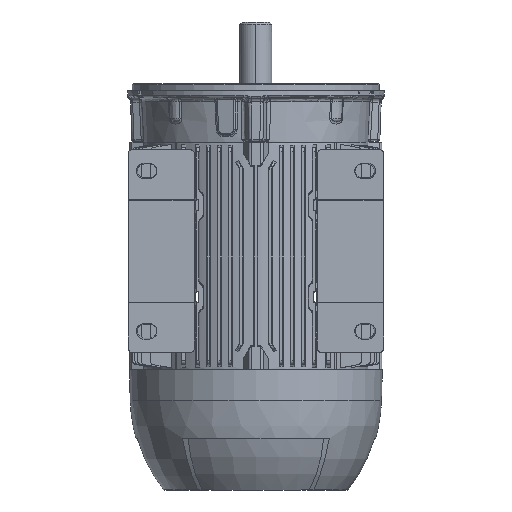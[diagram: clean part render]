
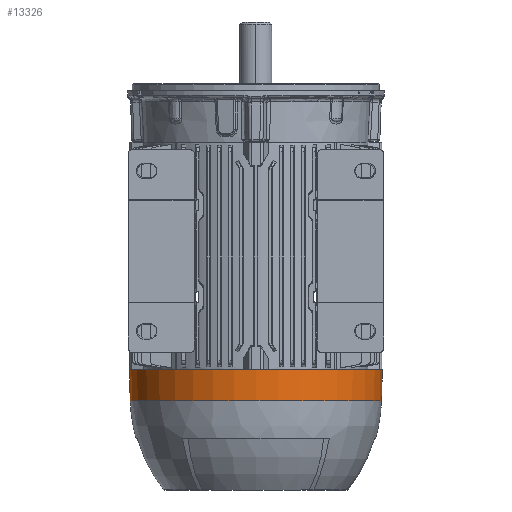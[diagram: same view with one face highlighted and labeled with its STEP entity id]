
A CAD part, front view. The second image highlights one B-rep face of the part: STEP entity #13326.
In plain terms, the highlighted conical face has half-angle 1.5 degrees and reference radius 110.35 mm.
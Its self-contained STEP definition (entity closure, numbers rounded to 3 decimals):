
#488 = CARTESIAN_POINT ( 'NONE',  ( -110.35, 0., -168.5 ) ) ;
#666 = AXIS2_PLACEMENT_3D ( 'NONE', #29655, #70529, #59275 ) ;
#1237 = LINE ( 'NONE', #488, #51230 ) ;
#1463 = VERTEX_POINT ( 'NONE', #62576 ) ;
#2200 = ORIENTED_EDGE ( 'NONE', *, *, #52539, .T. ) ;
#4128 = CARTESIAN_POINT ( 'NONE',  ( 109.669, 0., -194.5 ) ) ;
#9067 = CARTESIAN_POINT ( 'NONE',  ( 110.35, 0., -168.5 ) ) ;
#9973 = DIRECTION ( 'NONE',  ( 0., 0., 1. ) ) ;
#13326 = ADVANCED_FACE ( 'NONE', ( #65565 ), #42369, .T. ) ;
#17241 = EDGE_LOOP ( 'NONE', ( #71355, #41706, #2200, #66972 ) ) ;
#18271 = VERTEX_POINT ( 'NONE', #74203 ) ;
#18599 = EDGE_CURVE ( 'NONE', #1463, #68377, #21205, .T. ) ;
#21099 = CIRCLE ( 'NONE', #666, 110.376 ) ;
#21205 = CIRCLE ( 'NONE', #52317, 109.669 ) ;
#21344 = VERTEX_POINT ( 'NONE', #64795 ) ;
#24152 = DIRECTION ( 'NONE',  ( -0.026, 0., 1. ) ) ;
#25091 = VECTOR ( 'NONE', #71752, 1000. ) ;
#29655 = CARTESIAN_POINT ( 'NONE',  ( 0., 0., -167.5 ) ) ;
#33257 = DIRECTION ( 'NONE',  ( 1., 0., 0. ) ) ;
#35178 = AXIS2_PLACEMENT_3D ( 'NONE', #54326, #60298, #59205 ) ;
#39470 = EDGE_CURVE ( 'NONE', #18271, #21344, #21099, .T. ) ;
#41706 = ORIENTED_EDGE ( 'NONE', *, *, #18599, .T. ) ;
#41725 = EDGE_CURVE ( 'NONE', #1463, #18271, #1237, .T. ) ;
#42369 = CONICAL_SURFACE ( 'NONE', #35178, 110.35, 0.026 ) ;
#51230 = VECTOR ( 'NONE', #24152, 1000. ) ;
#52317 = AXIS2_PLACEMENT_3D ( 'NONE', #61383, #9973, #33257 ) ;
#52539 = EDGE_CURVE ( 'NONE', #68377, #21344, #60480, .T. ) ;
#54326 = CARTESIAN_POINT ( 'NONE',  ( 0., 0., -168.5 ) ) ;
#59205 = DIRECTION ( 'NONE',  ( 1., 0., 0. ) ) ;
#59275 = DIRECTION ( 'NONE',  ( 1., 0., 0. ) ) ;
#60298 = DIRECTION ( 'NONE',  ( 0., 0., 1. ) ) ;
#60480 = LINE ( 'NONE', #9067, #25091 ) ;
#61383 = CARTESIAN_POINT ( 'NONE',  ( 0., 0., -194.5 ) ) ;
#62576 = CARTESIAN_POINT ( 'NONE',  ( -109.669, 0., -194.5 ) ) ;
#64795 = CARTESIAN_POINT ( 'NONE',  ( 110.376, 0., -167.5 ) ) ;
#65565 = FACE_OUTER_BOUND ( 'NONE', #17241, .T. ) ;
#66972 = ORIENTED_EDGE ( 'NONE', *, *, #39470, .F. ) ;
#68377 = VERTEX_POINT ( 'NONE', #4128 ) ;
#70529 = DIRECTION ( 'NONE',  ( 0., 0., 1. ) ) ;
#71355 = ORIENTED_EDGE ( 'NONE', *, *, #41725, .F. ) ;
#71752 = DIRECTION ( 'NONE',  ( 0.026, 0., 1. ) ) ;
#74203 = CARTESIAN_POINT ( 'NONE',  ( -110.376, 0., -167.5 ) ) ;
